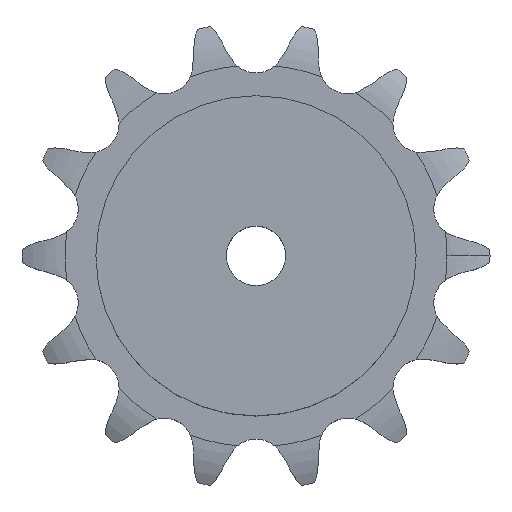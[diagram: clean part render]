
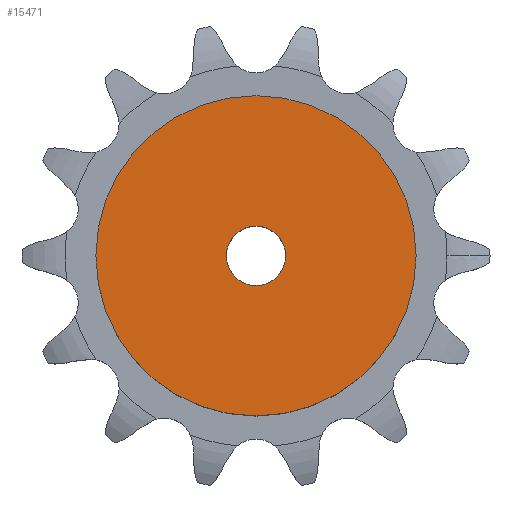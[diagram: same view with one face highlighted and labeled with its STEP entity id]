
A CAD part, top view. The second image highlights one B-rep face of the part: STEP entity #15471.
In plain terms, the highlighted planar face has unit normal (0, 0, 1).
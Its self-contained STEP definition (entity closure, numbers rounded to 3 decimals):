
#2328 = CYLINDRICAL_SURFACE('',#2329,54.);
#2329 = AXIS2_PLACEMENT_3D('',#2330,#2331,#2332);
#2330 = CARTESIAN_POINT('',(0.,0.,0.));
#2331 = DIRECTION('',(-0.,-0.,-1.));
#2332 = DIRECTION('',(1.,0.,0.));
#9970 = VERTEX_POINT('',#9971);
#9971 = CARTESIAN_POINT('',(54.,0.,45.));
#9992 = EDGE_CURVE('',#9970,#9970,#9993,.T.);
#9993 = SURFACE_CURVE('',#9994,(#9999,#10006),.PCURVE_S1.);
#9994 = CIRCLE('',#9995,54.);
#9995 = AXIS2_PLACEMENT_3D('',#9996,#9997,#9998);
#9996 = CARTESIAN_POINT('',(0.,0.,45.));
#9997 = DIRECTION('',(0.,0.,1.));
#9998 = DIRECTION('',(1.,0.,0.));
#9999 = PCURVE('',#2328,#10000);
#10000 = DEFINITIONAL_REPRESENTATION('',(#10001),#10005);
#10001 = LINE('',#10002,#10003);
#10002 = CARTESIAN_POINT('',(-0.,-45.));
#10003 = VECTOR('',#10004,1.);
#10004 = DIRECTION('',(-1.,0.));
#10005 = ( GEOMETRIC_REPRESENTATION_CONTEXT(2) 
PARAMETRIC_REPRESENTATION_CONTEXT() REPRESENTATION_CONTEXT('2D SPACE',''
  ) );
#10006 = PCURVE('',#10007,#10012);
#10007 = PLANE('',#10008);
#10008 = AXIS2_PLACEMENT_3D('',#10009,#10010,#10011);
#10009 = CARTESIAN_POINT('',(0.,0.,45.)
  );
#10010 = DIRECTION('',(0.,0.,1.));
#10011 = DIRECTION('',(1.,0.,0.));
#10012 = DEFINITIONAL_REPRESENTATION('',(#10013),#10017);
#10013 = CIRCLE('',#10014,54.);
#10014 = AXIS2_PLACEMENT_2D('',#10015,#10016);
#10015 = CARTESIAN_POINT('',(0.,0.));
#10016 = DIRECTION('',(1.,0.));
#10017 = ( GEOMETRIC_REPRESENTATION_CONTEXT(2) 
PARAMETRIC_REPRESENTATION_CONTEXT() REPRESENTATION_CONTEXT('2D SPACE',''
  ) );
#13236 = CYLINDRICAL_SURFACE('',#13237,10.);
#13237 = AXIS2_PLACEMENT_3D('',#13238,#13239,#13240);
#13238 = CARTESIAN_POINT('',(0.,0.,253.879));
#13239 = DIRECTION('',(0.,0.,1.));
#13240 = DIRECTION('',(1.,0.,0.));
#15471 = ADVANCED_FACE('',(#15472,#15475),#10007,.T.);
#15472 = FACE_BOUND('',#15473,.T.);
#15473 = EDGE_LOOP('',(#15474));
#15474 = ORIENTED_EDGE('',*,*,#9992,.T.);
#15475 = FACE_BOUND('',#15476,.T.);
#15476 = EDGE_LOOP('',(#15477));
#15477 = ORIENTED_EDGE('',*,*,#15478,.F.);
#15478 = EDGE_CURVE('',#15479,#15479,#15481,.T.);
#15479 = VERTEX_POINT('',#15480);
#15480 = CARTESIAN_POINT('',(10.,0.,45.));
#15481 = SURFACE_CURVE('',#15482,(#15487,#15494),.PCURVE_S1.);
#15482 = CIRCLE('',#15483,10.);
#15483 = AXIS2_PLACEMENT_3D('',#15484,#15485,#15486);
#15484 = CARTESIAN_POINT('',(0.,0.,45.));
#15485 = DIRECTION('',(0.,0.,1.));
#15486 = DIRECTION('',(1.,0.,0.));
#15487 = PCURVE('',#10007,#15488);
#15488 = DEFINITIONAL_REPRESENTATION('',(#15489),#15493);
#15489 = CIRCLE('',#15490,10.);
#15490 = AXIS2_PLACEMENT_2D('',#15491,#15492);
#15491 = CARTESIAN_POINT('',(0.,0.));
#15492 = DIRECTION('',(1.,0.));
#15493 = ( GEOMETRIC_REPRESENTATION_CONTEXT(2) 
PARAMETRIC_REPRESENTATION_CONTEXT() REPRESENTATION_CONTEXT('2D SPACE',''
  ) );
#15494 = PCURVE('',#13236,#15495);
#15495 = DEFINITIONAL_REPRESENTATION('',(#15496),#15500);
#15496 = LINE('',#15497,#15498);
#15497 = CARTESIAN_POINT('',(0.,-208.879));
#15498 = VECTOR('',#15499,1.);
#15499 = DIRECTION('',(1.,0.));
#15500 = ( GEOMETRIC_REPRESENTATION_CONTEXT(2) 
PARAMETRIC_REPRESENTATION_CONTEXT() REPRESENTATION_CONTEXT('2D SPACE',''
  ) );
